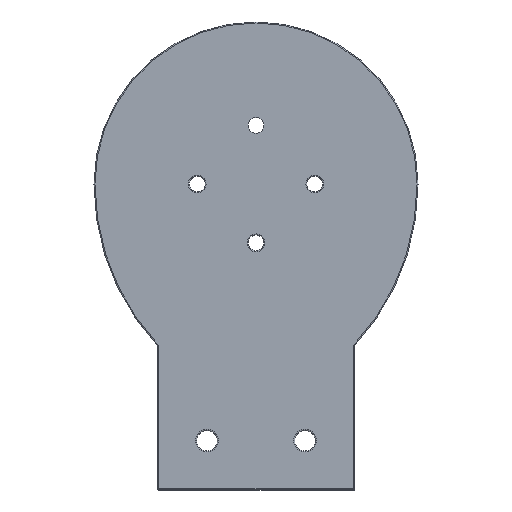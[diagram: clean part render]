
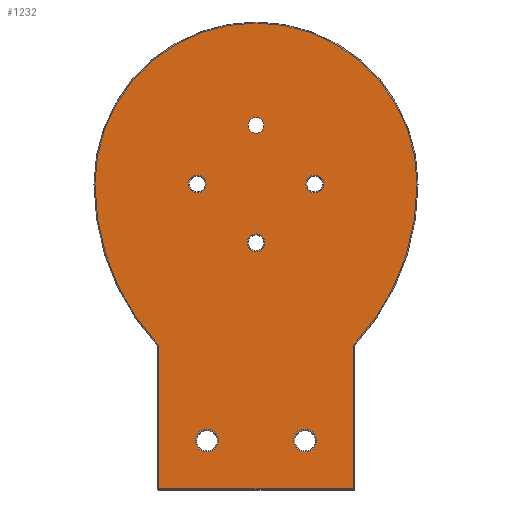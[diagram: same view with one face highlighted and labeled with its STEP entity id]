
A CAD part, top view. The second image highlights one B-rep face of the part: STEP entity #1232.
In plain terms, the highlighted planar face has unit normal (0, 0, 1).
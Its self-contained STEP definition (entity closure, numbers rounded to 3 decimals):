
#67=FACE_BOUND('',#310,.T.);
#68=FACE_BOUND('',#311,.T.);
#69=FACE_BOUND('',#312,.T.);
#70=FACE_BOUND('',#313,.T.);
#71=FACE_BOUND('',#314,.T.);
#72=FACE_BOUND('',#315,.T.);
#85=LINE('',#2057,#148);
#86=LINE('',#2059,#149);
#87=LINE('',#2060,#150);
#148=VECTOR('',#1593,10.);
#149=VECTOR('',#1594,10.);
#150=VECTOR('',#1595,10.);
#206=PLANE('',#1338);
#224=FACE_OUTER_BOUND('',#309,.T.);
#309=EDGE_LOOP('',(#858,#859,#860,#861,#862,#863,#864,#865));
#310=EDGE_LOOP('',(#866));
#311=EDGE_LOOP('',(#867));
#312=EDGE_LOOP('',(#868));
#313=EDGE_LOOP('',(#869));
#314=EDGE_LOOP('',(#870));
#315=EDGE_LOOP('',(#871));
#415=CIRCLE('',#1336,1.8);
#417=CIRCLE('',#1339,0.4);
#418=CIRCLE('',#1340,48.185);
#419=CIRCLE('',#1341,32.8);
#420=CIRCLE('',#1342,48.185);
#421=CIRCLE('',#1343,0.4);
#422=CIRCLE('',#1344,1.8);
#423=CIRCLE('',#1345,2.3);
#424=CIRCLE('',#1346,1.6);
#425=CIRCLE('',#1347,2.3);
#426=CIRCLE('',#1348,1.8);
#532=VERTEX_POINT('',#2041);
#533=VERTEX_POINT('',#2045);
#534=VERTEX_POINT('',#2046);
#535=VERTEX_POINT('',#2048);
#536=VERTEX_POINT('',#2050);
#537=VERTEX_POINT('',#2052);
#538=VERTEX_POINT('',#2054);
#539=VERTEX_POINT('',#2056);
#540=VERTEX_POINT('',#2058);
#541=VERTEX_POINT('',#2061);
#542=VERTEX_POINT('',#2063);
#543=VERTEX_POINT('',#2065);
#544=VERTEX_POINT('',#2067);
#545=VERTEX_POINT('',#2069);
#649=EDGE_CURVE('',#532,#532,#415,.T.);
#651=EDGE_CURVE('',#533,#534,#417,.T.);
#652=EDGE_CURVE('',#535,#533,#418,.T.);
#653=EDGE_CURVE('',#536,#535,#419,.T.);
#654=EDGE_CURVE('',#537,#536,#420,.T.);
#655=EDGE_CURVE('',#538,#537,#421,.T.);
#656=EDGE_CURVE('',#539,#538,#85,.T.);
#657=EDGE_CURVE('',#540,#539,#86,.T.);
#658=EDGE_CURVE('',#534,#540,#87,.T.);
#659=EDGE_CURVE('',#541,#541,#422,.T.);
#660=EDGE_CURVE('',#542,#542,#423,.T.);
#661=EDGE_CURVE('',#543,#543,#424,.T.);
#662=EDGE_CURVE('',#544,#544,#425,.T.);
#663=EDGE_CURVE('',#545,#545,#426,.T.);
#858=ORIENTED_EDGE('',*,*,#651,.F.);
#859=ORIENTED_EDGE('',*,*,#652,.F.);
#860=ORIENTED_EDGE('',*,*,#653,.F.);
#861=ORIENTED_EDGE('',*,*,#654,.F.);
#862=ORIENTED_EDGE('',*,*,#655,.F.);
#863=ORIENTED_EDGE('',*,*,#656,.F.);
#864=ORIENTED_EDGE('',*,*,#657,.F.);
#865=ORIENTED_EDGE('',*,*,#658,.F.);
#866=ORIENTED_EDGE('',*,*,#659,.F.);
#867=ORIENTED_EDGE('',*,*,#660,.F.);
#868=ORIENTED_EDGE('',*,*,#661,.T.);
#869=ORIENTED_EDGE('',*,*,#662,.F.);
#870=ORIENTED_EDGE('',*,*,#663,.F.);
#871=ORIENTED_EDGE('',*,*,#649,.F.);
#1232=ADVANCED_FACE('',(#224,#67,#68,#69,#70,#71,#72),#206,.T.);
#1336=AXIS2_PLACEMENT_3D('',#2042,#1577,#1578);
#1338=AXIS2_PLACEMENT_3D('',#2044,#1581,#1582);
#1339=AXIS2_PLACEMENT_3D('',#2047,#1583,#1584);
#1340=AXIS2_PLACEMENT_3D('',#2049,#1585,#1586);
#1341=AXIS2_PLACEMENT_3D('',#2051,#1587,#1588);
#1342=AXIS2_PLACEMENT_3D('',#2053,#1589,#1590);
#1343=AXIS2_PLACEMENT_3D('',#2055,#1591,#1592);
#1344=AXIS2_PLACEMENT_3D('',#2062,#1596,#1597);
#1345=AXIS2_PLACEMENT_3D('',#2064,#1598,#1599);
#1346=AXIS2_PLACEMENT_3D('',#2066,#1600,#1601);
#1347=AXIS2_PLACEMENT_3D('',#2068,#1602,#1603);
#1348=AXIS2_PLACEMENT_3D('',#2070,#1604,#1605);
#1577=DIRECTION('center_axis',(0.,0.,1.));
#1578=DIRECTION('ref_axis',(-1.,0.,0.));
#1581=DIRECTION('center_axis',(0.,0.,1.));
#1582=DIRECTION('ref_axis',(0.,-1.,0.));
#1583=DIRECTION('center_axis',(0.,0.,1.));
#1584=DIRECTION('ref_axis',(-0.931,0.366,0.));
#1585=DIRECTION('center_axis',(0.,0.,-1.));
#1586=DIRECTION('ref_axis',(0.93,-0.367,0.));
#1587=DIRECTION('center_axis',(0.,0.,-1.));
#1588=DIRECTION('ref_axis',(0.,1.,0.));
#1589=DIRECTION('center_axis',(0.,0.,-1.));
#1590=DIRECTION('ref_axis',(-0.93,-0.367,0.));
#1591=DIRECTION('center_axis',(0.,0.,1.));
#1592=DIRECTION('ref_axis',(0.931,0.366,0.));
#1593=DIRECTION('',(0.,1.,0.));
#1594=DIRECTION('',(-1.,0.,0.));
#1595=DIRECTION('',(0.,-1.,0.));
#1596=DIRECTION('center_axis',(0.,0.,1.));
#1597=DIRECTION('ref_axis',(-1.,0.,0.));
#1598=DIRECTION('center_axis',(0.,0.,1.));
#1599=DIRECTION('ref_axis',(-1.,0.,0.));
#1600=DIRECTION('center_axis',(0.,0.,-1.));
#1601=DIRECTION('ref_axis',(-1.,0.,0.));
#1602=DIRECTION('center_axis',(0.,0.,1.));
#1603=DIRECTION('ref_axis',(-1.,0.,0.));
#1604=DIRECTION('center_axis',(0.,0.,1.));
#1605=DIRECTION('ref_axis',(-1.,0.,0.));
#2041=CARTESIAN_POINT('',(102.762,569.678,148.992));
#2042=CARTESIAN_POINT('Origin',(100.962,569.678,148.992));
#2044=CARTESIAN_POINT('Origin',(56.,602.678,148.992));
#2045=CARTESIAN_POINT('',(108.907,536.872,148.992));
#2046=CARTESIAN_POINT('',(108.8,536.6,148.992));
#2047=CARTESIAN_POINT('Origin',(109.2,536.6,148.992));
#2048=CARTESIAN_POINT('',(121.8,569.678,148.992));
#2049=CARTESIAN_POINT('Origin',(73.615,569.678,148.992));
#2050=CARTESIAN_POINT('',(56.2,569.678,148.992));
#2051=CARTESIAN_POINT('Origin',(89.,569.678,148.992));
#2052=CARTESIAN_POINT('',(69.093,536.872,148.992));
#2053=CARTESIAN_POINT('Origin',(104.385,569.678,148.992));
#2054=CARTESIAN_POINT('',(69.2,536.6,148.992));
#2055=CARTESIAN_POINT('Origin',(68.8,536.6,148.992));
#2056=CARTESIAN_POINT('',(69.2,507.615,148.992));
#2057=CARTESIAN_POINT('',(69.2,569.678,148.992));
#2058=CARTESIAN_POINT('',(108.8,507.615,148.992));
#2059=CARTESIAN_POINT('',(56.,507.615,148.992));
#2060=CARTESIAN_POINT('',(108.8,548.782,148.992));
#2061=CARTESIAN_POINT('',(78.838,569.678,148.992));
#2062=CARTESIAN_POINT('Origin',(77.038,569.678,148.992));
#2063=CARTESIAN_POINT('',(101.3,517.415,148.992));
#2064=CARTESIAN_POINT('Origin',(99.,517.415,148.992));
#2065=CARTESIAN_POINT('',(90.6,581.64,148.992));
#2066=CARTESIAN_POINT('Origin',(89.,581.64,148.992));
#2067=CARTESIAN_POINT('',(81.3,517.415,148.992));
#2068=CARTESIAN_POINT('Origin',(79.,517.415,148.992));
#2069=CARTESIAN_POINT('',(90.8,557.716,148.992));
#2070=CARTESIAN_POINT('Origin',(89.,557.716,148.992));
